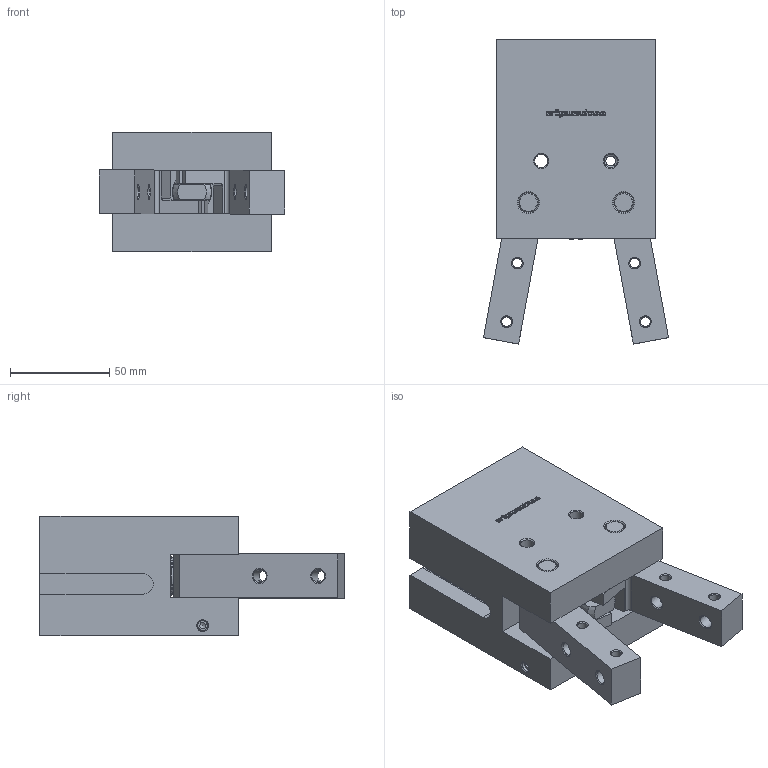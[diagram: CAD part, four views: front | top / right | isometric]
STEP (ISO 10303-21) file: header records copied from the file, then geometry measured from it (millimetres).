
FILE_DESCRIPTION(/* description */ (''),/* implementation_level */ '2;1');
FILE_NAME(/* name */ 'C-V-50-NAM.stp',/* time_stamp */ '2017-02-17T14:56:08+01:00',/* author */ (''),/* organization */ (''),/* preprocessor_version */ 'ST-DEVELOPER v15.2',/* originating_system */ 'Autodesk Translator Framework v2.0.0.5431',/* authorisation */ '');
FILE_SCHEMA (('AUTOMOTIVE_DESIGN { 1 0 10303 214 3 1 1 }'));
Products named in the file (1): (Unsaved)
Bounding box: 93.28 x 153.28 x 60 mm (x, y, z)
Volume: 446023.8 mm3; surface area: 90369.8 mm2
Topology: 12 solids, 12 shells, 1459 faces, 3960 edges, 2585 vertices
Faces by surface type: bspline 765, plane 483, cone 96, cylinder 95, torus 20
Full cylindrical faces by diameter (mm): 2 x2, 2.5 x2, 4.917 x12, 6.647 x12, 8 x2, 8.566 x2, 10 x10, 14.3 x1, 19 x2, 20 x4, 28 x1, 30 x1, 35.9 x1, 37 x1, 42 x2, 48 x1, 49.3 x3, 49.4 x1, 50 x1, 51.8 x3, 52.5 x1, 55.6 x1
Entity records: 52215 total; most frequent: CARTESIAN_POINT 21542, ORIENTED_EDGE 7548, DIRECTION 3805, EDGE_CURVE 3754, VERTEX_POINT 2541, LINE 1849, VECTOR 1849, EDGE_LOOP 1749
